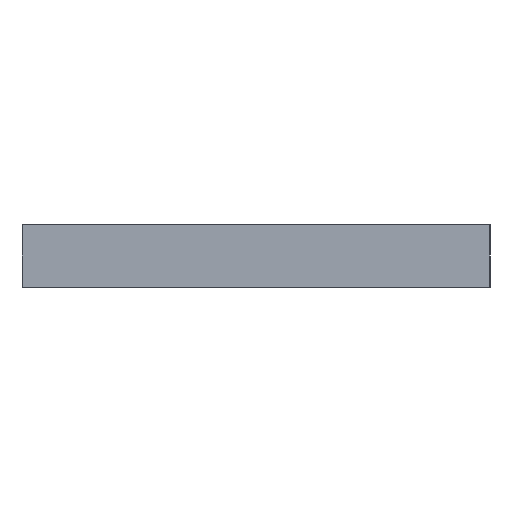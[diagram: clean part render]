
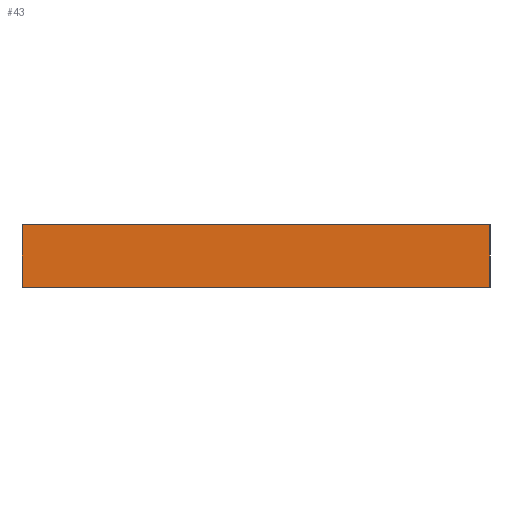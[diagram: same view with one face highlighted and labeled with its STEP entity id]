
A CAD part, front view. The second image highlights one B-rep face of the part: STEP entity #43.
In plain terms, the highlighted planar face has unit normal (0, -1, 0).
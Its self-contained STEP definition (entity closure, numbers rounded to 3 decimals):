
#43 = ADVANCED_FACE( '', ( #88 ), #89, .F. );
#88 = FACE_OUTER_BOUND( '', #131, .T. );
#89 = PLANE( '', #132 );
#131 = EDGE_LOOP( '', ( #187, #188, #189, #190 ) );
#132 = AXIS2_PLACEMENT_3D( '', #191, #192, #193 );
#187 = ORIENTED_EDGE( '', *, *, #239, .T. );
#188 = ORIENTED_EDGE( '', *, *, #240, .F. );
#189 = ORIENTED_EDGE( '', *, *, #224, .F. );
#190 = ORIENTED_EDGE( '', *, *, #229, .T. );
#191 = CARTESIAN_POINT( '', ( -15., 0., 2. ) );
#192 = DIRECTION( '', ( 0., 1., 0. ) );
#193 = DIRECTION( '', ( 0., 0., 1. ) );
#224 = EDGE_CURVE( '', #254, #256, #257, .T. );
#229 = EDGE_CURVE( '', #254, #263, #265, .T. );
#239 = EDGE_CURVE( '', #263, #278, #279, .T. );
#240 = EDGE_CURVE( '', #256, #278, #280, .T. );
#254 = VERTEX_POINT( '', #295 );
#256 = VERTEX_POINT( '', #298 );
#257 = LINE( '', #299, #300 );
#263 = VERTEX_POINT( '', #308 );
#265 = LINE( '', #311, #312 );
#278 = VERTEX_POINT( '', #328 );
#279 = LINE( '', #329, #330 );
#280 = LINE( '', #331, #332 );
#295 = CARTESIAN_POINT( '', ( -15., 0., 2. ) );
#298 = CARTESIAN_POINT( '', ( 0., 0., 2. ) );
#299 = CARTESIAN_POINT( '', ( -15., 0., 2. ) );
#300 = VECTOR( '', #350, 1000. );
#308 = CARTESIAN_POINT( '', ( -15., 0., 0. ) );
#311 = CARTESIAN_POINT( '', ( -15., 0., 2. ) );
#312 = VECTOR( '', #354, 1000. );
#328 = CARTESIAN_POINT( '', ( 0., 0., 0. ) );
#329 = CARTESIAN_POINT( '', ( -15., 0., 0. ) );
#330 = VECTOR( '', #364, 1000. );
#331 = CARTESIAN_POINT( '', ( 0., 0., 2. ) );
#332 = VECTOR( '', #365, 1000. );
#350 = DIRECTION( '', ( 1., 0., 0. ) );
#354 = DIRECTION( '', ( 0., 0., -1. ) );
#364 = DIRECTION( '', ( 1., 0., 0. ) );
#365 = DIRECTION( '', ( 0., 0., -1. ) );
